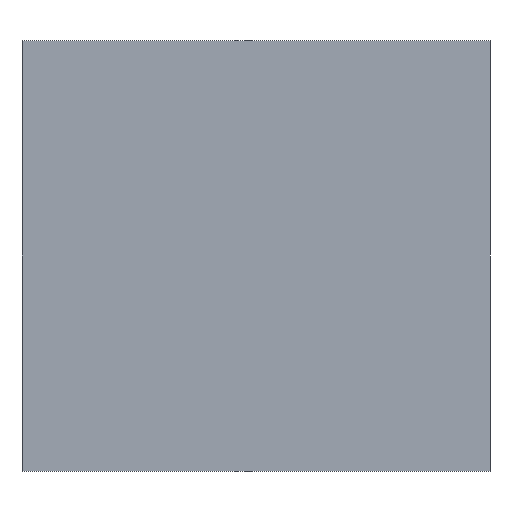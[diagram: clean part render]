
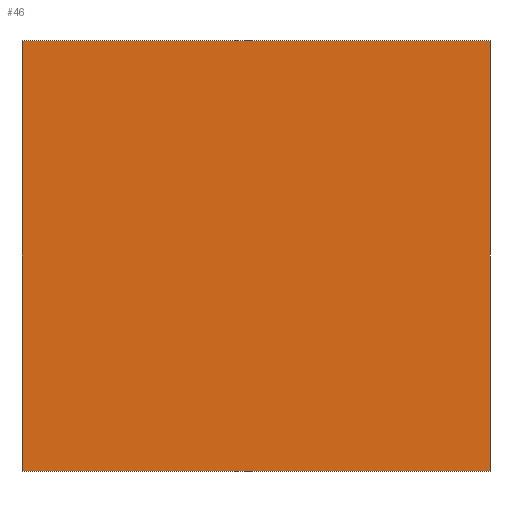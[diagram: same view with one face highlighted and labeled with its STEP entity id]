
A CAD part, front view. The second image highlights one B-rep face of the part: STEP entity #46.
In plain terms, the highlighted planar face has unit normal (0, -1, 0).
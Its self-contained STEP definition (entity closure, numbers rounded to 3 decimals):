
#24 = CARTESIAN_POINT ( 'NONE',  ( 0., 0., 0. ) ) ;
#26 = CARTESIAN_POINT ( 'NONE',  ( 27.288, 0., -15.978 ) ) ;
#28 = LINE ( 'NONE', #280, #206 ) ;
#33 = DIRECTION ( 'NONE',  ( -1., 0., 0. ) ) ;
#35 = ORIENTED_EDGE ( 'NONE', *, *, #254, .F. ) ;
#46 = ADVANCED_FACE ( 'NONE', ( #104 ), #306, .F. ) ;
#57 = ORIENTED_EDGE ( 'NONE', *, *, #67, .F. ) ;
#67 = EDGE_CURVE ( 'NONE', #141, #85, #208, .T. ) ;
#78 = EDGE_LOOP ( 'NONE', ( #57, #35, #118, #106 ) ) ;
#84 = AXIS2_PLACEMENT_3D ( 'NONE', #24, #89, #213 ) ;
#85 = VERTEX_POINT ( 'NONE', #117 ) ;
#89 = DIRECTION ( 'NONE',  ( 0., 1., 0. ) ) ;
#91 = DIRECTION ( 'NONE',  ( 1., 0., 0. ) ) ;
#104 = FACE_OUTER_BOUND ( 'NONE', #78, .T. ) ;
#106 = ORIENTED_EDGE ( 'NONE', *, *, #273, .F. ) ;
#117 = CARTESIAN_POINT ( 'NONE',  ( -21.543, 0., 28.904 ) ) ;
#118 = ORIENTED_EDGE ( 'NONE', *, *, #219, .F. ) ;
#129 = VERTEX_POINT ( 'NONE', #245 ) ;
#141 = VERTEX_POINT ( 'NONE', #251 ) ;
#148 = VECTOR ( 'NONE', #223, 1000. ) ;
#176 = DIRECTION ( 'NONE',  ( 0., 0., 1. ) ) ;
#182 = CARTESIAN_POINT ( 'NONE',  ( -21.543, 0., -15.978 ) ) ;
#189 = CARTESIAN_POINT ( 'NONE',  ( -21.543, 0., 28.904 ) ) ;
#206 = VECTOR ( 'NONE', #33, 1000. ) ;
#208 = LINE ( 'NONE', #182, #414 ) ;
#213 = DIRECTION ( 'NONE',  ( 0., 0., 1. ) ) ;
#218 = VERTEX_POINT ( 'NONE', #409 ) ;
#219 = EDGE_CURVE ( 'NONE', #129, #218, #410, .T. ) ;
#223 = DIRECTION ( 'NONE',  ( 0., 0., -1. ) ) ;
#231 = VECTOR ( 'NONE', #91, 1000. ) ;
#245 = CARTESIAN_POINT ( 'NONE',  ( 27.288, 0., 28.904 ) ) ;
#251 = CARTESIAN_POINT ( 'NONE',  ( -21.543, 0., -15.978 ) ) ;
#254 = EDGE_CURVE ( 'NONE', #218, #141, #28, .T. ) ;
#273 = EDGE_CURVE ( 'NONE', #85, #129, #279, .T. ) ;
#279 = LINE ( 'NONE', #189, #231 ) ;
#280 = CARTESIAN_POINT ( 'NONE',  ( -21.543, 0., -15.978 ) ) ;
#306 = PLANE ( 'NONE',  #84 ) ;
#409 = CARTESIAN_POINT ( 'NONE',  ( 27.288, 0., -15.978 ) ) ;
#410 = LINE ( 'NONE', #26, #148 ) ;
#414 = VECTOR ( 'NONE', #176, 1000. ) ;
